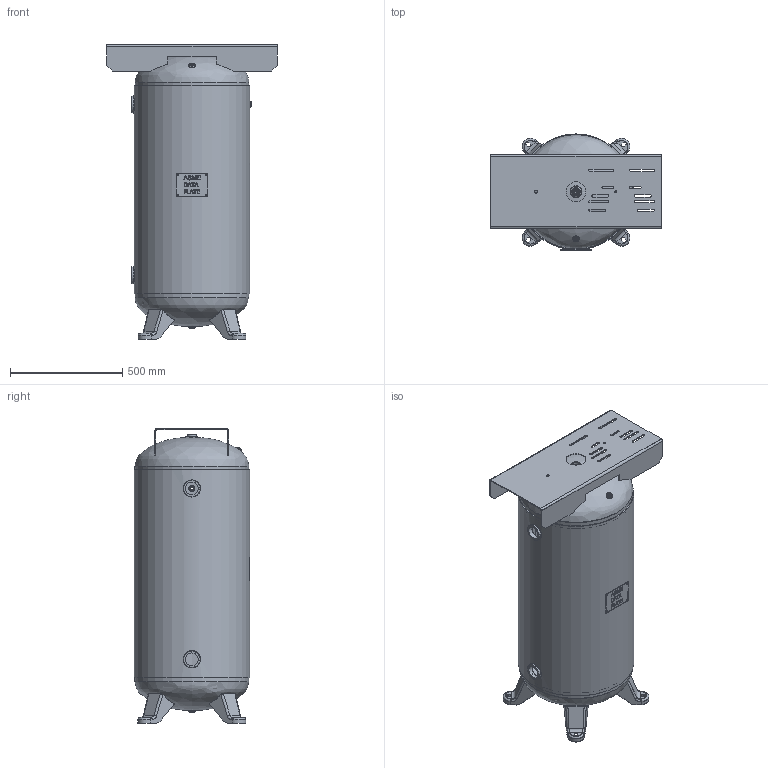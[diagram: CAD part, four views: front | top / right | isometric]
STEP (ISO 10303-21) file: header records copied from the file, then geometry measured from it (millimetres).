
FILE_DESCRIPTION(/* description */ ('20 X 48 200# VERT ASME STOCK 60 GAL W/FEET & TPLT'),/* implementation_level */ '2;1');
FILE_NAME(/* name */ 'SPVG_A10044.stp',/* time_stamp */ '2018-11-07T07:59:24-06:00',/* author */ ('kim.thoune'),/* organization */ ('STEEL FAB IF WE MAKE IT, VENDOR IF WE DON''T'),/* preprocessor_version */ 'ST-DEVELOPER v16.5',/* originating_system */ 'Autodesk Inventor 2017',/* authorisation */ 'CHECKERS BOSS');
FILE_SCHEMA (('AUTOMOTIVE_DESIGN { 1 0 10303 214 3 1 1 }'));
Length unit declared in the file: inch
Products named in the file (13): A10044; A10044-1; A10044-2; 910-800; A10044-3; 910-800_1; F102001; F100250; F100750; S100052; S100003S; 60-140; 64-053
Assembly tree (18 placements, depth 3):
  A10044
    A10044-1
    A10044-2
      910-800
    A10044-3
      910-800_1
    F102001  x2
    F100250  x3
    F100750
    S100052
    S100003S  x4
    60-140
      64-053
Bounding box: 762 x 517.14 x 1314.45 mm (x, y, z)
Volume: 10035779.4 mm3; surface area: 5365027.2 mm2
Topology: 15 solids, 15 shells, 499 faces, 1267 edges, 820 vertices
Faces by surface type: plane 266, cylinder 135, bspline 56, torus 33, cone 9
Full cylindrical faces by diameter (mm): 6.35 x4, 9.525 x1, 11.455 x3, 12.7 x1, 26.175 x1, 26.987 x1, 35.7 x1, 36.909 x1, 52.387 x1, 56.667 x2, 66.675 x2, 68.263 x2, 76.2 x2, 88.9 x1, 501.701 x2, 508 x3, 515.925 x1
Entity records: 12559 total; most frequent: CARTESIAN_POINT 3810, ORIENTED_EDGE 1724, DIRECTION 1616, EDGE_CURVE 862, LINE 614, VECTOR 614, VERTEX_POINT 586, AXIS2_PLACEMENT_3D 501
